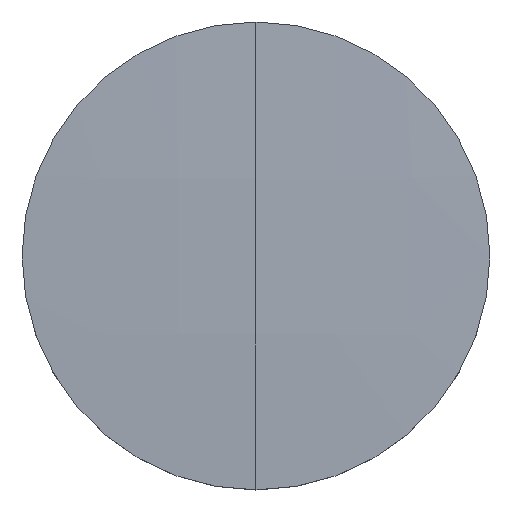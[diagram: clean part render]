
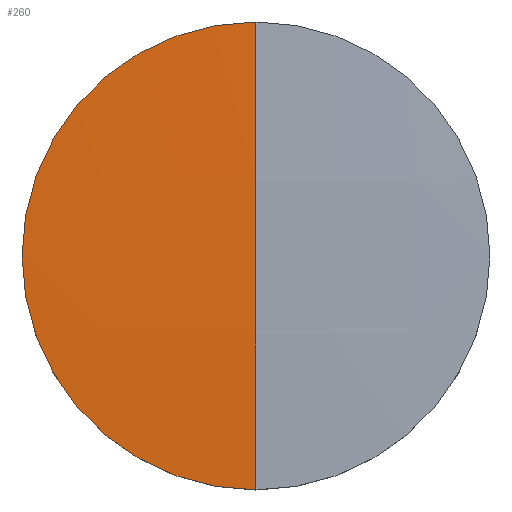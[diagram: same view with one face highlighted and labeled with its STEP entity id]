
A CAD part, top view. The second image highlights one B-rep face of the part: STEP entity #260.
In plain terms, the highlighted free-form (B-spline) face has degree [3, 3] with [4, 4] control points.
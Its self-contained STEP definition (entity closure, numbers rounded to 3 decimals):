
#17 = CARTESIAN_POINT ( 'NONE',  ( 0., 12.852, 3.734 ) ) ;
#34 = VERTEX_POINT ( 'NONE', #145 ) ;
#36 = CARTESIAN_POINT ( 'NONE',  ( 0., -4.287, 4.089 ) ) ;
#38 = CARTESIAN_POINT ( 'NONE',  ( -8.512, 12.852, 3.646 ) ) ;
#39 = CARTESIAN_POINT ( 'NONE',  ( -12.765, -12.852, 3.471 ) ) ;
#56 = EDGE_CURVE ( 'NONE', #118, #34, #229, .T. ) ;
#60 = CARTESIAN_POINT ( 'NONE',  ( -12.765, 12.852, 3.471 ) ) ;
#68 = CARTESIAN_POINT ( 'NONE',  ( 0., -12.852, 3.734 ) ) ;
#72 = ORIENTED_EDGE ( 'NONE', *, *, #189, .F. ) ;
#73 = AXIS2_PLACEMENT_3D ( 'NONE', #289, #177, #152 ) ;
#84 = CARTESIAN_POINT ( 'NONE',  ( 0., 0., 3.74 ) ) ;
#85 = ORIENTED_EDGE ( 'NONE', *, *, #56, .T. ) ;
#105 = VERTEX_POINT ( 'NONE', #119 ) ;
#106 = AXIS2_PLACEMENT_3D ( 'NONE', #261, #168, #238 ) ;
#107 = CARTESIAN_POINT ( 'NONE',  ( -8.522, 4.287, 4.001 ) ) ;
#108 = CARTESIAN_POINT ( 'NONE',  ( -4.257, 12.852, 3.734 ) ) ;
#117 = FACE_OUTER_BOUND ( 'NONE', #230, .T. ) ;
#118 = VERTEX_POINT ( 'NONE', #218 ) ;
#119 = CARTESIAN_POINT ( 'NONE',  ( -12.7, 0., 3.74 ) ) ;
#130 = DIRECTION ( 'NONE',  ( 1., 0., 0. ) ) ;
#135 = CARTESIAN_POINT ( 'NONE',  ( -12.78, -4.287, 3.826 ) ) ;
#145 = CARTESIAN_POINT ( 'NONE',  ( 0., 12.7, 3.74 ) ) ;
#152 = DIRECTION ( 'NONE',  ( 1., 0., 0. ) ) ;
#157 = CARTESIAN_POINT ( 'NONE',  ( -8.522, -4.287, 4.001 ) ) ;
#162 = ORIENTED_EDGE ( 'NONE', *, *, #245, .F. ) ;
#168 = DIRECTION ( 'NONE',  ( -1., 0., 0. ) ) ;
#177 = DIRECTION ( 'NONE',  ( 0., 0., -1. ) ) ;
#186 = CIRCLE ( 'NONE', #73, 12.7 ) ;
#189 = EDGE_CURVE ( 'NONE', #105, #34, #290, .T. ) ;
#204 = CARTESIAN_POINT ( 'NONE',  ( -4.261, -4.287, 4.089 ) ) ;
#206 = CARTESIAN_POINT ( 'NONE',  ( 0., 4.287, 4.089 ) ) ;
#218 = CARTESIAN_POINT ( 'NONE',  ( 0., -12.7, 3.74 ) ) ;
#228 = CARTESIAN_POINT ( 'NONE',  ( -4.261, 4.287, 4.089 ) ) ;
#229 = CIRCLE ( 'NONE', #106, 310.6 ) ;
#230 = EDGE_LOOP ( 'NONE', ( #162, #85, #72 ) ) ;
#235 = AXIS2_PLACEMENT_3D ( 'NONE', #84, #247, #130 ) ;
#238 = DIRECTION ( 'NONE',  ( 0., -1., 0. ) ) ;
#245 = EDGE_CURVE ( 'NONE', #118, #105, #186, .T. ) ;
#247 = DIRECTION ( 'NONE',  ( 0., 0., -1. ) ) ;
#251 = CARTESIAN_POINT ( 'NONE',  ( -12.78, 4.287, 3.826 ) ) ;
#260 = ADVANCED_FACE ( 'NONE', ( #117 ), #262, .T. ) ;
#261 = CARTESIAN_POINT ( 'NONE',  ( 0., 0., -306.6 ) ) ;
#262 =( BOUNDED_SURFACE ( )  B_SPLINE_SURFACE ( 3, 3, ( 
 ( #68, #270, #275, #39 ),
 ( #36, #204, #157, #135 ),
 ( #206, #228, #107, #251 ),
 ( #17, #108, #38, #60 ) ),
 .UNSPECIFIED., .F., .F., .F. ) 
 B_SPLINE_SURFACE_WITH_KNOTS ( ( 4, 4 ),
 ( 4, 4 ),
 ( 0., 1. ),
 ( 0., 1. ),
 .UNSPECIFIED. ) 
 GEOMETRIC_REPRESENTATION_ITEM ( )  RATIONAL_B_SPLINE_SURFACE ( (
 ( 1., 1., 1., 1.),
 ( 0.999, 0.999, 0.999, 0.999),
 ( 0.999, 0.999, 0.999, 0.999),
 ( 1., 1., 1., 1.) ) ) 
 REPRESENTATION_ITEM ( '' )  SURFACE ( )  );
#270 = CARTESIAN_POINT ( 'NONE',  ( -4.257, -12.852, 3.734 ) ) ;
#275 = CARTESIAN_POINT ( 'NONE',  ( -8.512, -12.852, 3.646 ) ) ;
#289 = CARTESIAN_POINT ( 'NONE',  ( 0., 0., 3.74 ) ) ;
#290 = CIRCLE ( 'NONE', #235, 12.7 ) ;
